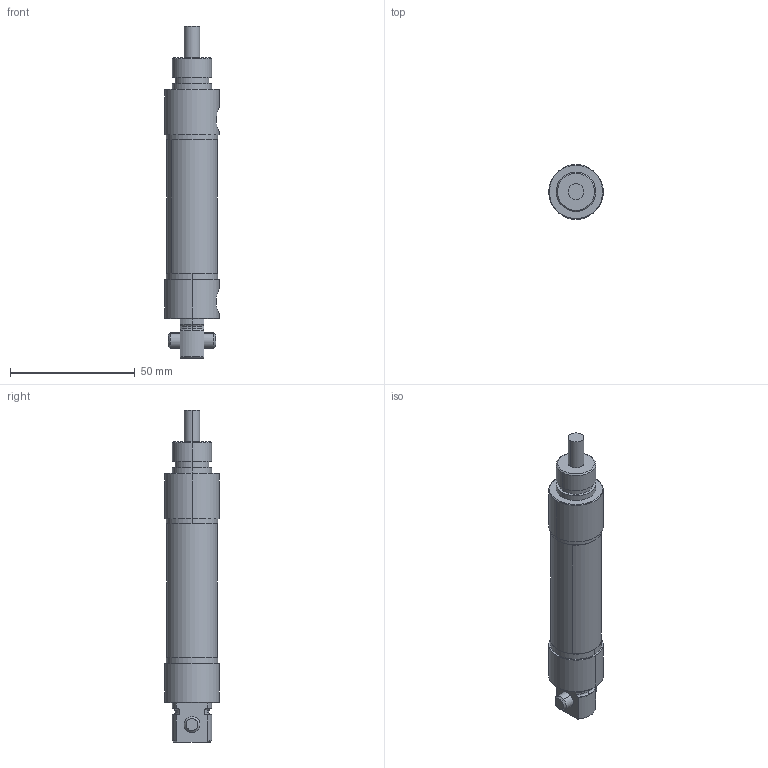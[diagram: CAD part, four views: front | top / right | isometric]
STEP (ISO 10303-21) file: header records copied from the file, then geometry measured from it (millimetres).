
FILE_DESCRIPTION((''),'2;1');
FILE_NAME('cylinder0750x1.stp','2002-01-25T20:43:11',('Administrator'),(''),'Autodesk Inventor (tm) 3.0','Autodesk Inventor (tm) 3.0','');
FILE_SCHEMA(('CONFIG_CONTROL_DESIGN'));
Length unit declared in the file: inch
Products named in the file (6): cylinder0750x1; cylinder0750-1; cylinder0750-4; cylinder0750-2; cylinder0750-3; cylinder0750-5
Assembly tree (5 placements, depth 2):
  cylinder0750x1
    cylinder0750-1
    cylinder0750-4
    cylinder0750-2
    cylinder0750-3
    cylinder0750-5
Bounding box: 21.91 x 21.91 x 133.34 mm (x, y, z)
Volume: 19017.4 mm3; surface area: 16308.3 mm2
Topology: 5 solids, 5 shells, 91 faces, 215 edges, 137 vertices
Faces by surface type: cylinder 36, plane 22, bspline 19, cone 14
Entity records: 4077 total; most frequent: CARTESIAN_POINT 1233, DIRECTION 458, ORIENTED_EDGE 426, EDGE_CURVE 213, AXIS2_PLACEMENT_3D 190, VERTEX_POINT 137, CIRCLE 107, EDGE_LOOP 106
